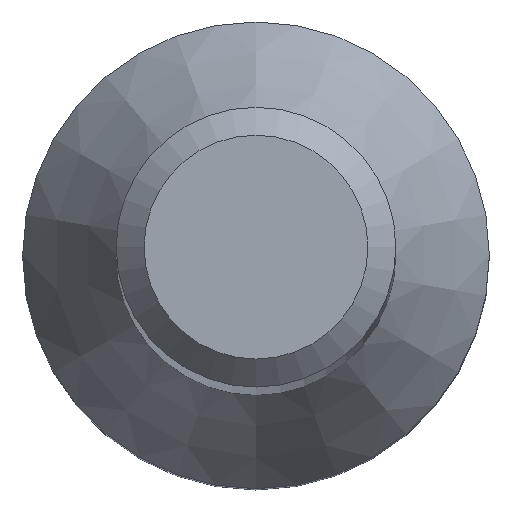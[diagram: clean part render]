
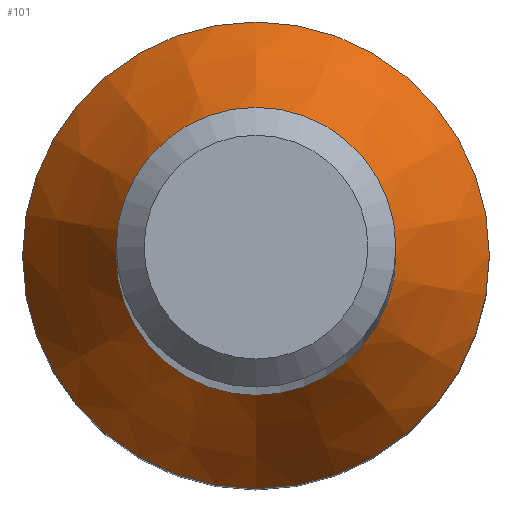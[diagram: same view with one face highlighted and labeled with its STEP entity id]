
A CAD part, top view. The second image highlights one B-rep face of the part: STEP entity #101.
In plain terms, the highlighted conical face has half-angle 30 degrees and reference radius 5.005 mm.
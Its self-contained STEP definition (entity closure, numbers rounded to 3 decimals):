
#20 = CARTESIAN_POINT ( 'NONE',  ( 0., 0., 19.473 ) ) ;
#24 = CARTESIAN_POINT ( 'NONE',  ( 0., 0., 16. ) ) ;
#28 = CIRCLE ( 'NONE', #109, 3. ) ;
#30 = EDGE_LOOP ( 'NONE', ( #141 ) ) ;
#49 = ORIENTED_EDGE ( 'NONE', *, *, #178, .T. ) ;
#58 = EDGE_CURVE ( 'NONE', #112, #112, #98, .T. ) ;
#83 = DIRECTION ( 'NONE',  ( 0., 1., 0. ) ) ;
#96 = FACE_OUTER_BOUND ( 'NONE', #30, .T. ) ;
#98 = CIRCLE ( 'NONE', #185, 5.005 ) ;
#99 = DIRECTION ( 'NONE',  ( 0., 0., -1. ) ) ;
#101 = ADVANCED_FACE ( 'NONE', ( #228, #96 ), #159, .T. ) ;
#106 = VERTEX_POINT ( 'NONE', #218 ) ;
#109 = AXIS2_PLACEMENT_3D ( 'NONE', #20, #99, #160 ) ;
#112 = VERTEX_POINT ( 'NONE', #127 ) ;
#114 = DIRECTION ( 'NONE',  ( 0., 1., 0. ) ) ;
#127 = CARTESIAN_POINT ( 'NONE',  ( 0., 5.005, 16. ) ) ;
#132 = DIRECTION ( 'NONE',  ( 0., 0., -1. ) ) ;
#141 = ORIENTED_EDGE ( 'NONE', *, *, #58, .F. ) ;
#142 = AXIS2_PLACEMENT_3D ( 'NONE', #24, #171, #114 ) ;
#159 = CONICAL_SURFACE ( 'NONE', #142, 5.005, 0.524 ) ;
#160 = DIRECTION ( 'NONE',  ( 0., 1., 0. ) ) ;
#171 = DIRECTION ( 'NONE',  ( 0., 0., -1. ) ) ;
#178 = EDGE_CURVE ( 'NONE', #106, #106, #28, .T. ) ;
#184 = EDGE_LOOP ( 'NONE', ( #49 ) ) ;
#185 = AXIS2_PLACEMENT_3D ( 'NONE', #226, #132, #83 ) ;
#218 = CARTESIAN_POINT ( 'NONE',  ( 0., 3., 19.473 ) ) ;
#226 = CARTESIAN_POINT ( 'NONE',  ( 0., 0., 16. ) ) ;
#228 = FACE_BOUND ( 'NONE', #184, .T. ) ;
